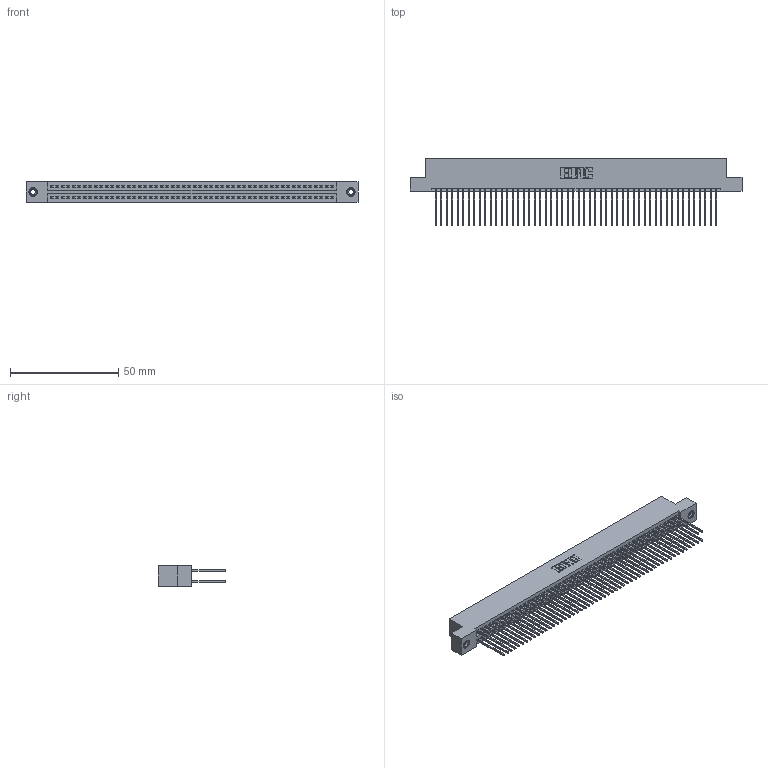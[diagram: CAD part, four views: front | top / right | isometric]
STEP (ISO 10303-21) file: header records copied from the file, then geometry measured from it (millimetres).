
FILE_DESCRIPTION (( 'STEP AP203' ), '1' );
FILE_NAME ('345-104-542-208.STEP', '2018-10-06T00:11:53', ( '' ), ( '' ), 'SwSTEP 2.0', 'SolidWorks 2016', '' );
FILE_SCHEMA (( 'CONFIG_CONTROL_DESIGN' ));
Length unit declared in the file: inch
Products named in the file (4): 345-250-001_345-250-003-102; 345-292-001_345-293-142; 345-104-542-208; 345 Part_Flush Mounting Lugs - 0.156 Dia-TI
Assembly tree (107 placements, depth 2):
  345-104-542-208
    345 Part_Flush Mounting Lugs - 0.156 Dia-TI
    345-292-001_345-293-142  x104
    345-250-001_345-250-003-102  x2
Bounding box: 153.29 x 31.29 x 9.4 mm (x, y, z)
Volume: 15461.8 mm3; surface area: 25327.8 mm2
Topology: 107 solids, 107 shells, 5386 faces, 15973 edges, 10502 vertices
Faces by surface type: plane 3544, cylinder 1826, cone 12, torus 4
Entity records: 40658 total; most frequent: CARTESIAN_POINT 6787, ORIENTED_EDGE 6714, DIRECTION 5999, EDGE_CURVE 3357, VECTOR 2997, LINE 2997, VERTEX_POINT 2232, AXIS2_PLACEMENT_3D 1501
